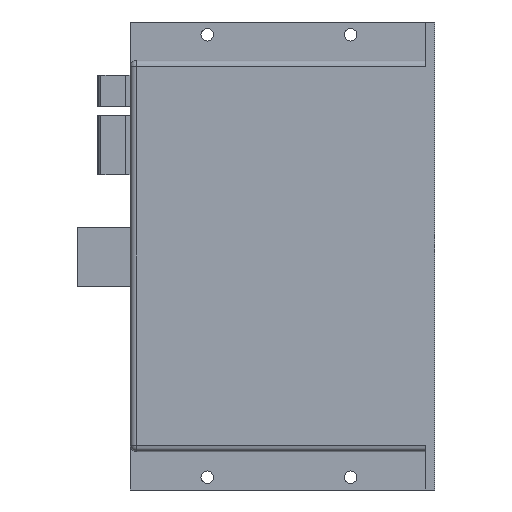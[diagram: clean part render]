
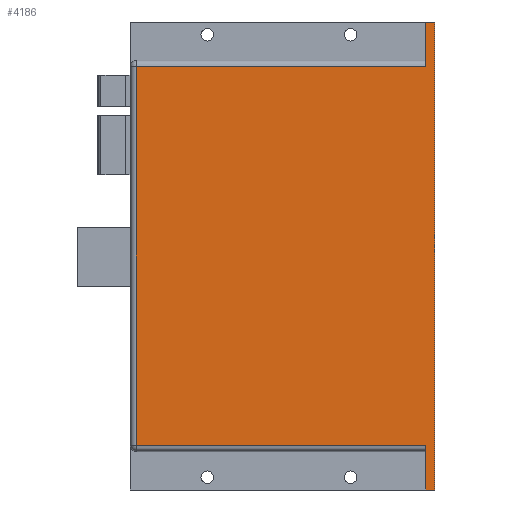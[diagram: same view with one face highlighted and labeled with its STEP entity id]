
A CAD part, left-side view. The second image highlights one B-rep face of the part: STEP entity #4186.
In plain terms, the highlighted planar face has unit normal (-1, 0, 0).
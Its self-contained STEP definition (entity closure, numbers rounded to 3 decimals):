
#34=DIRECTION('',(0.,0.,1.));
#35=VECTOR('',#34,150.);
#36=CARTESIAN_POINT('',(-26.6,0.,-75.));
#37=LINE('',#36,#35);
#243=DIRECTION('',(0.,1.,0.));
#244=VECTOR('',#243,3.);
#245=CARTESIAN_POINT('',(-26.6,0.,75.));
#246=LINE('',#245,#244);
#255=DIRECTION('',(0.,0.,-1.));
#256=VECTOR('',#255,14.3);
#257=CARTESIAN_POINT('',(-26.6,3.,-60.7));
#258=LINE('',#257,#256);
#276=DIRECTION('',(0.,0.,-1.));
#277=VECTOR('',#276,14.3);
#278=CARTESIAN_POINT('',(-26.6,3.,75.));
#279=LINE('',#278,#277);
#1479=DIRECTION('',(0.,1.,0.));
#1480=VECTOR('',#1479,92.7);
#1481=CARTESIAN_POINT('',(-26.6,3.,60.7));
#1482=LINE('',#1481,#1480);
#1483=DIRECTION('',(0.,1.,0.));
#1484=VECTOR('',#1483,3.);
#1485=CARTESIAN_POINT('',(-26.6,0.,-75.));
#1486=LINE('',#1485,#1484);
#1487=DIRECTION('',(0.,-1.,0.));
#1488=VECTOR('',#1487,92.7);
#1489=CARTESIAN_POINT('',(-26.6,95.7,-60.7));
#1490=LINE('',#1489,#1488);
#1491=DIRECTION('',(0.,0.,1.));
#1492=VECTOR('',#1491,121.4);
#1493=CARTESIAN_POINT('',(-26.6,95.7,-60.7));
#1494=LINE('',#1493,#1492);
#1803=CARTESIAN_POINT('',(-26.6,0.,-75.));
#1804=CARTESIAN_POINT('',(-26.6,0.,75.));
#1805=VERTEX_POINT('',#1803);
#1806=VERTEX_POINT('',#1804);
#1823=CARTESIAN_POINT('',(-26.6,3.,-75.));
#1824=VERTEX_POINT('',#1823);
#1825=CARTESIAN_POINT('',(-26.6,3.,75.));
#1826=VERTEX_POINT('',#1825);
#1967=CARTESIAN_POINT('',(-26.6,3.,60.7));
#1968=CARTESIAN_POINT('',(-26.6,95.7,60.7));
#1969=VERTEX_POINT('',#1967);
#1970=VERTEX_POINT('',#1968);
#1973=CARTESIAN_POINT('',(-26.6,95.7,-60.7));
#1974=VERTEX_POINT('',#1973);
#1985=CARTESIAN_POINT('',(-26.6,3.,-60.7));
#1986=VERTEX_POINT('',#1985);
#4168=CARTESIAN_POINT('',(-26.6,0.,-75.));
#4169=DIRECTION('',(-1.,0.,0.));
#4170=DIRECTION('',(0.,0.,1.));
#4171=AXIS2_PLACEMENT_3D('',#4168,#4169,#4170);
#4172=PLANE('',#4171);
#4174=ORIENTED_EDGE('',*,*,#4173,.F.);
#4175=ORIENTED_EDGE('',*,*,#2637,.F.);
#4176=ORIENTED_EDGE('',*,*,#2599,.F.);
#4177=ORIENTED_EDGE('',*,*,#2408,.F.);
#4178=ORIENTED_EDGE('',*,*,#4013,.T.);
#4179=ORIENTED_EDGE('',*,*,#2615,.F.);
#4181=ORIENTED_EDGE('',*,*,#4180,.F.);
#4183=ORIENTED_EDGE('',*,*,#4182,.T.);
#4184=EDGE_LOOP('',(#4174,#4175,#4176,#4177,#4178,#4179,#4181,#4183));
#4185=FACE_OUTER_BOUND('',#4184,.F.);
#4186=ADVANCED_FACE('',(#4185),#4172,.T.);
#2408=EDGE_CURVE('',#1805,#1806,#37,.T.);
#2599=EDGE_CURVE('',#1806,#1826,#246,.T.);
#2615=EDGE_CURVE('',#1986,#1824,#258,.T.);
#2637=EDGE_CURVE('',#1826,#1969,#279,.T.);
#4013=EDGE_CURVE('',#1805,#1824,#1486,.T.);
#4173=EDGE_CURVE('',#1969,#1970,#1482,.T.);
#4180=EDGE_CURVE('',#1974,#1986,#1490,.T.);
#4182=EDGE_CURVE('',#1974,#1970,#1494,.T.);
